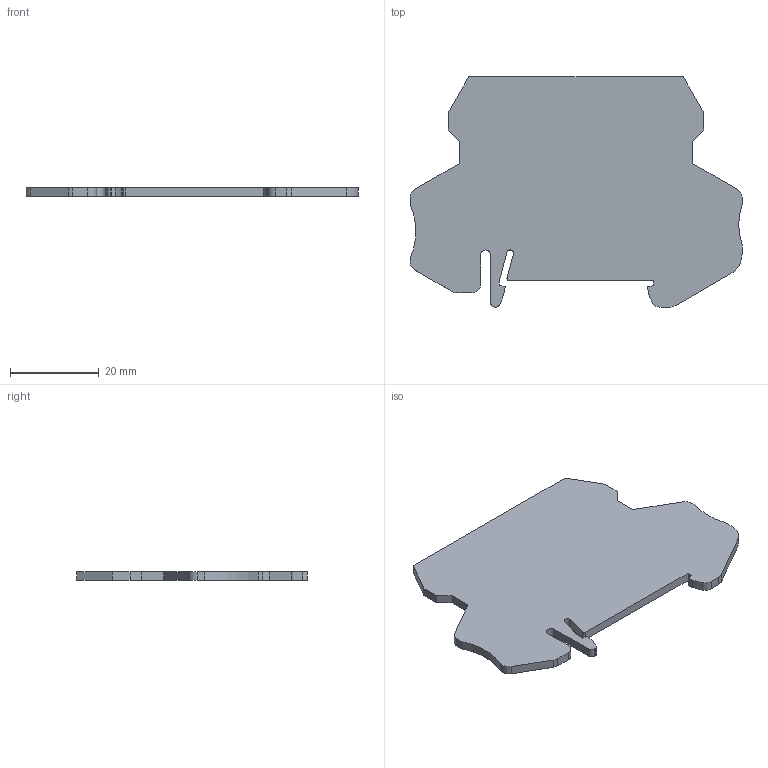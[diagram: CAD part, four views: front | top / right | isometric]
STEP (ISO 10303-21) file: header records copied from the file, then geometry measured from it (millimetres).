
FILE_DESCRIPTION(('STEP AP203'), '1');
FILE_NAME('MTP-TSW_3D', '', ('UNSPECIFIED'), ('UNSPECIFIED'), 'C3D Converter', 'C3D Toolkit', '');
FILE_SCHEMA(('CONFIG_CONTROL_DESIGN'));
Length unit declared in the file: millimetre
Bounding box: 75 x 52 x 2 mm (x, y, z)
Volume: 6022.3 mm3; surface area: 6577.5 mm2
Topology: 1 solids, 1 shells, 48 faces, 138 edges, 92 vertices
Faces by surface type: plane 31, cylinder 17
Entity records: 1995 total; most frequent: CARTESIAN_POINT 279, ORIENTED_EDGE 276, DIRECTION 270, EDGE_CURVE 138, LINE 104, VECTOR 104, VERTEX_POINT 92, AXIS2_PLACEMENT_3D 83
